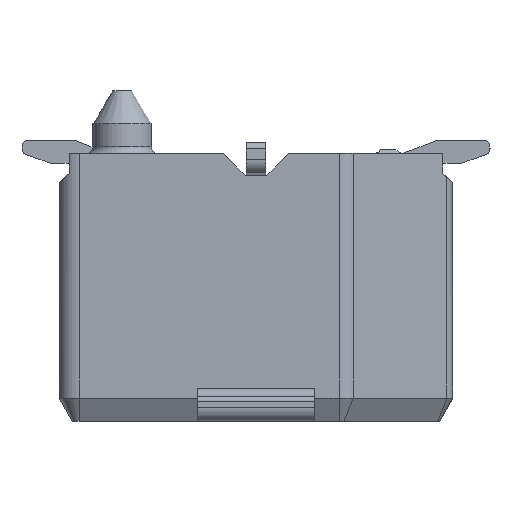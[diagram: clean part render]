
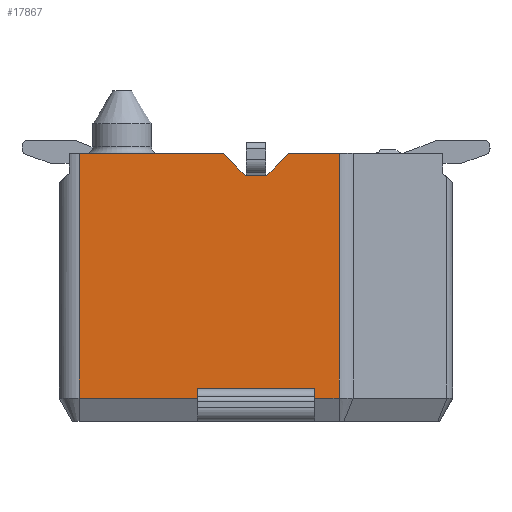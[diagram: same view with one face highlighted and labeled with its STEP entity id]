
A CAD part, left-side view. The second image highlights one B-rep face of the part: STEP entity #17867.
In plain terms, the highlighted planar face has unit normal (-1, 0, 0).
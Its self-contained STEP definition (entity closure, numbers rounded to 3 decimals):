
#14256=CARTESIAN_POINT('',(-10.,-1.261,4.06));
#14257=VERTEX_POINT('',#14256);
#14265=CARTESIAN_POINT('',(-10.,-1.261,0.35));
#14266=VERTEX_POINT('',#14265);
#14267=CARTESIAN_POINT('',(-10.,-1.261,4.06));
#14268=DIRECTION('',(0.,0.,-1.));
#14269=VECTOR('',#14268,3.71);
#14270=LINE('',#14267,#14269);
#14271=EDGE_CURVE('',#14257,#14266,#14270,.T.);
#14555=CARTESIAN_POINT('',(-10.,2.685,0.35));
#14556=VERTEX_POINT('',#14555);
#16884=CARTESIAN_POINT('',(-10.,2.685,4.06));
#16885=VERTEX_POINT('',#16884);
#16886=CARTESIAN_POINT('',(-10.,2.685,0.35));
#16887=DIRECTION('',(0.,0.,1.));
#16888=VECTOR('',#16887,3.71);
#16889=LINE('',#16886,#16888);
#16890=EDGE_CURVE('',#14556,#16885,#16889,.T.);
#16996=CARTESIAN_POINT('',(-10.,-0.165,3.73));
#16997=VERTEX_POINT('',#16996);
#17014=CARTESIAN_POINT('',(-10.,0.165,3.73));
#17015=VERTEX_POINT('',#17014);
#17022=CARTESIAN_POINT('',(-10.,0.165,3.73));
#17023=DIRECTION('',(0.,-1.,0.));
#17024=VECTOR('',#17023,0.33);
#17025=LINE('',#17022,#17024);
#17026=EDGE_CURVE('',#17015,#16997,#17025,.T.);
#17147=CARTESIAN_POINT('',(-10.,0.495,4.06));
#17148=VERTEX_POINT('',#17147);
#17149=CARTESIAN_POINT('',(-10.,0.495,4.06));
#17150=DIRECTION('',(0.,-0.707,-0.707));
#17151=VECTOR('',#17150,0.467);
#17152=LINE('',#17149,#17151);
#17153=EDGE_CURVE('',#17148,#17015,#17152,.T.);
#17249=CARTESIAN_POINT('',(-10.,-0.495,4.06));
#17250=VERTEX_POINT('',#17249);
#17266=CARTESIAN_POINT('',(-10.,-0.165,3.73));
#17267=DIRECTION('',(0.,-0.707,0.707));
#17268=VECTOR('',#17267,0.467);
#17269=LINE('',#17266,#17268);
#17270=EDGE_CURVE('',#16997,#17250,#17269,.T.);
#17730=CARTESIAN_POINT('',(-10.,0.89,0.35));
#17731=VERTEX_POINT('',#17730);
#17738=CARTESIAN_POINT('',(-10.,0.89,0.35));
#17739=DIRECTION('',(0.,1.,0.));
#17740=VECTOR('',#17739,1.795);
#17741=LINE('',#17738,#17740);
#17742=EDGE_CURVE('',#17731,#14556,#17741,.T.);
#17753=CARTESIAN_POINT('',(-10.,-0.89,0.35));
#17754=VERTEX_POINT('',#17753);
#17755=CARTESIAN_POINT('',(-10.,-1.261,0.35));
#17756=DIRECTION('',(0.,1.,0.));
#17757=VECTOR('',#17756,0.371);
#17758=LINE('',#17755,#17757);
#17759=EDGE_CURVE('',#14266,#17754,#17758,.T.);
#17819=CARTESIAN_POINT('',(-10.,0.8,2.03));
#17820=DIRECTION('',(0.,-1.,0.));
#17821=DIRECTION('',(-1.,0.,0.));
#17822=AXIS2_PLACEMENT_3D('',#17819,#17821,#17820);
#17823=PLANE('',#17822);
#17824=ORIENTED_EDGE('',*,*,#17026,.F.);
#17825=ORIENTED_EDGE('',*,*,#17153,.F.);
#17826=CARTESIAN_POINT('',(-10.,2.685,4.06));
#17827=DIRECTION('',(0.,-1.,0.));
#17828=VECTOR('',#17827,2.19);
#17829=LINE('',#17826,#17828);
#17830=EDGE_CURVE('',#16885,#17148,#17829,.T.);
#17831=ORIENTED_EDGE('',*,*,#17830,.F.);
#17832=ORIENTED_EDGE('',*,*,#16890,.F.);
#17833=ORIENTED_EDGE('',*,*,#17742,.F.);
#17834=CARTESIAN_POINT('',(-10.,0.89,0.5));
#17835=VERTEX_POINT('',#17834);
#17836=CARTESIAN_POINT('',(-10.,0.89,0.35));
#17837=DIRECTION('',(0.,0.,1.));
#17838=VECTOR('',#17837,0.15);
#17839=LINE('',#17836,#17838);
#17840=EDGE_CURVE('',#17731,#17835,#17839,.T.);
#17841=ORIENTED_EDGE('',*,*,#17840,.T.);
#17842=CARTESIAN_POINT('',(-10.,-0.89,0.5));
#17843=VERTEX_POINT('',#17842);
#17844=CARTESIAN_POINT('',(-10.,0.89,0.5));
#17845=DIRECTION('',(0.,-1.,0.));
#17846=VECTOR('',#17845,1.78);
#17847=LINE('',#17844,#17846);
#17848=EDGE_CURVE('',#17835,#17843,#17847,.T.);
#17849=ORIENTED_EDGE('',*,*,#17848,.T.);
#17850=CARTESIAN_POINT('',(-10.,-0.89,0.5));
#17851=DIRECTION('',(0.,0.,-1.));
#17852=VECTOR('',#17851,0.15);
#17853=LINE('',#17850,#17852);
#17854=EDGE_CURVE('',#17843,#17754,#17853,.T.);
#17855=ORIENTED_EDGE('',*,*,#17854,.T.);
#17856=ORIENTED_EDGE('',*,*,#17759,.F.);
#17857=ORIENTED_EDGE('',*,*,#14271,.F.);
#17858=CARTESIAN_POINT('',(-10.,-0.495,4.06));
#17859=DIRECTION('',(0.,-1.,0.));
#17860=VECTOR('',#17859,0.766);
#17861=LINE('',#17858,#17860);
#17862=EDGE_CURVE('',#17250,#14257,#17861,.T.);
#17863=ORIENTED_EDGE('',*,*,#17862,.F.);
#17864=ORIENTED_EDGE('',*,*,#17270,.F.);
#17865=EDGE_LOOP('',(#17824,#17825,#17831,#17832,#17833,#17841,#17849,#17855,#17856,#17857,#17863,#17864));
#17866=FACE_OUTER_BOUND('',#17865,.T.);
#17867=ADVANCED_FACE('',(#17866),#17823,.T.);
